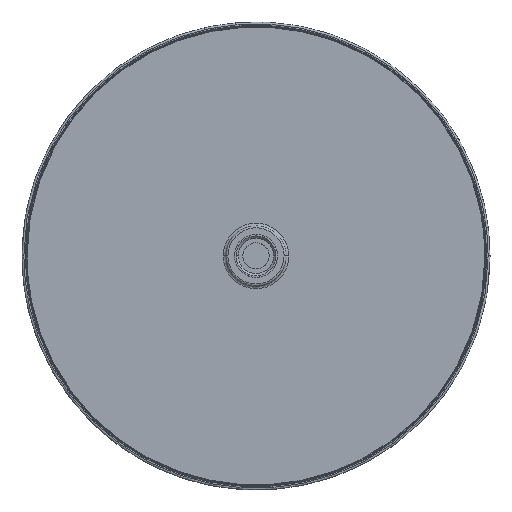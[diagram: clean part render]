
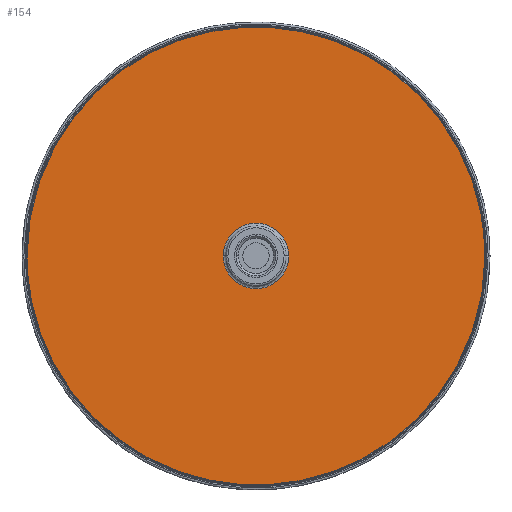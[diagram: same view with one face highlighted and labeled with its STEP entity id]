
A CAD part, top view. The second image highlights one B-rep face of the part: STEP entity #154.
In plain terms, the highlighted planar face has unit normal (0, 0, 1).
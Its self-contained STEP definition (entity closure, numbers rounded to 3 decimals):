
#154=ADVANCED_FACE('',(#1542,#1264),#15171,.T.);
#1264=FACE_BOUND('',#2792,.T.);
#1542=FACE_OUTER_BOUND('',#2791,.T.);
#2791=EDGE_LOOP('',(#4459,#4460));
#2792=EDGE_LOOP('',(#4461,#4462));
#4459=ORIENTED_EDGE('',*,*,#8423,.F.);
#4460=ORIENTED_EDGE('',*,*,#8419,.F.);
#4461=ORIENTED_EDGE('',*,*,#8369,.F.);
#4462=ORIENTED_EDGE('',*,*,#8376,.F.);
#8369=EDGE_CURVE('',#13357,#13358,#11149,.T.);
#8376=EDGE_CURVE('',#13358,#13357,#11154,.T.);
#8419=EDGE_CURVE('',#13355,#13356,#11185,.T.);
#8423=EDGE_CURVE('',#13356,#13355,#11189,.T.);
#11149=(
BOUNDED_CURVE()
B_SPLINE_CURVE(2,(#42095,#42096,#42097,#42098,#42099),.UNSPECIFIED.,.F.,
 .F.)
B_SPLINE_CURVE_WITH_KNOTS((3,2,3),(-54.978,-27.489,
0.),.UNSPECIFIED.)
CURVE()
GEOMETRIC_REPRESENTATION_ITEM()
RATIONAL_B_SPLINE_CURVE((1.,0.707,1.,0.707,1.))
REPRESENTATION_ITEM('')
);
#11154=(
BOUNDED_CURVE()
B_SPLINE_CURVE(2,(#42122,#42123,#42124,#42125,#42126),.UNSPECIFIED.,.F.,
 .F.)
B_SPLINE_CURVE_WITH_KNOTS((3,2,3),(-54.978,-27.489,
0.),.UNSPECIFIED.)
CURVE()
GEOMETRIC_REPRESENTATION_ITEM()
RATIONAL_B_SPLINE_CURVE((1.,0.707,1.,0.707,1.))
REPRESENTATION_ITEM('')
);
#11185=(
BOUNDED_CURVE()
B_SPLINE_CURVE(2,(#42293,#42294,#42295,#42296,#42297),.UNSPECIFIED.,.F.,
 .F.)
B_SPLINE_CURVE_WITH_KNOTS((3,2,3),(-384.217,-192.108,
0.),.UNSPECIFIED.)
CURVE()
GEOMETRIC_REPRESENTATION_ITEM()
RATIONAL_B_SPLINE_CURVE((1.,0.707,1.,0.707,1.))
REPRESENTATION_ITEM('')
);
#11189=(
BOUNDED_CURVE()
B_SPLINE_CURVE(2,(#42309,#42310,#42311,#42312,#42313),.UNSPECIFIED.,.F.,
 .F.)
B_SPLINE_CURVE_WITH_KNOTS((3,2,3),(-384.217,-192.108,
0.),.UNSPECIFIED.)
CURVE()
GEOMETRIC_REPRESENTATION_ITEM()
RATIONAL_B_SPLINE_CURVE((1.,0.707,1.,0.707,1.))
REPRESENTATION_ITEM('')
);
#13355=VERTEX_POINT('',#41209);
#13356=VERTEX_POINT('',#41210);
#13357=VERTEX_POINT('',#41211);
#13358=VERTEX_POINT('',#41212);
#15171=PLANE('',#15468);
#15468=AXIS2_PLACEMENT_3D('',#17292,#16299,$);
#16299=DIRECTION('',(0.,0.,1.));
#17292=CARTESIAN_POINT('',(-146.88,146.88,-44.5));
#41209=CARTESIAN_POINT('',(-122.3,0.,-44.5));
#41210=CARTESIAN_POINT('',(122.3,0.,-44.5));
#41211=CARTESIAN_POINT('',(-17.5,0.,-44.5));
#41212=CARTESIAN_POINT('',(17.5,0.,-44.5));
#42095=CARTESIAN_POINT('',(-17.5,0.,-44.5));
#42096=CARTESIAN_POINT('',(-17.5,-17.5,-44.5));
#42097=CARTESIAN_POINT('',(0.,-17.5,-44.5));
#42098=CARTESIAN_POINT('',(17.5,-17.5,-44.5));
#42099=CARTESIAN_POINT('',(17.5,0.,-44.5));
#42122=CARTESIAN_POINT('',(17.5,0.,-44.5));
#42123=CARTESIAN_POINT('',(17.5,17.5,-44.5));
#42124=CARTESIAN_POINT('',(0.,17.5,-44.5));
#42125=CARTESIAN_POINT('',(-17.5,17.5,-44.5));
#42126=CARTESIAN_POINT('',(-17.5,0.,-44.5));
#42293=CARTESIAN_POINT('',(-122.3,0.,-44.5));
#42294=CARTESIAN_POINT('',(-122.3,122.3,-44.5));
#42295=CARTESIAN_POINT('',(0.,122.3,-44.5));
#42296=CARTESIAN_POINT('',(122.3,122.3,-44.5));
#42297=CARTESIAN_POINT('',(122.3,0.,-44.5));
#42309=CARTESIAN_POINT('',(122.3,0.,-44.5));
#42310=CARTESIAN_POINT('',(122.3,-122.3,-44.5));
#42311=CARTESIAN_POINT('',(0.,-122.3,-44.5));
#42312=CARTESIAN_POINT('',(-122.3,-122.3,-44.5));
#42313=CARTESIAN_POINT('',(-122.3,0.,-44.5));
